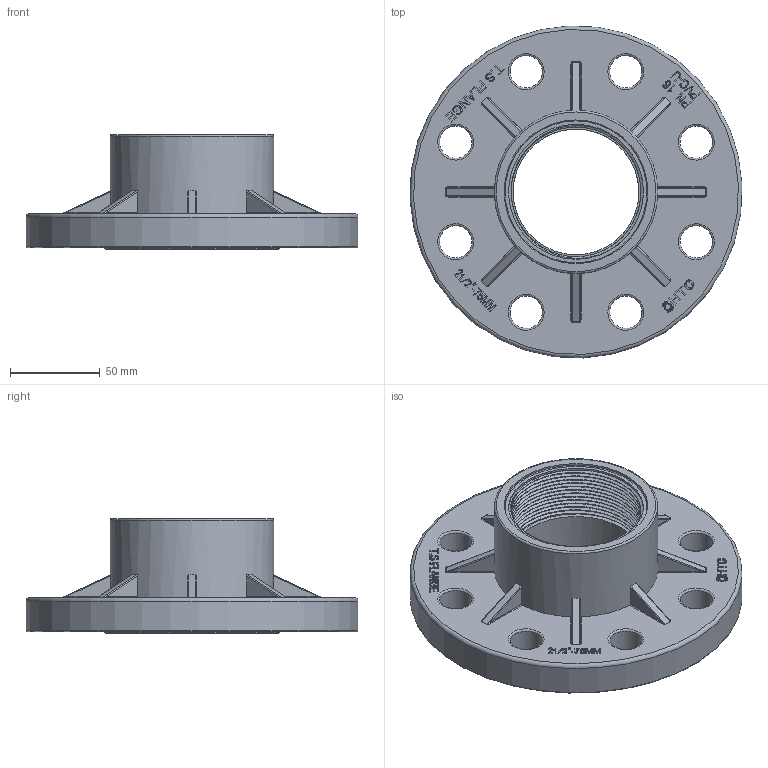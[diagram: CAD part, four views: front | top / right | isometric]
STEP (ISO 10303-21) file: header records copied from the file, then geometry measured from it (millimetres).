
FILE_DESCRIPTION(/* description */ (''),/* implementation_level */ '2;1');
FILE_NAME(/* name */ '75固定法兰新.stp',/* time_stamp */ '2025-03-13T08:16:32+08:00',/* author */ (''),/* organization */ (''),/* preprocessor_version */ 'ST-DEVELOPER v16',/* originating_system */ 'SIEMENS PLM Software NX 10.0',/* authorisation */ '');
FILE_SCHEMA (('AUTOMOTIVE_DESIGN { 1 0 10303 214 3 1 1 1 }'));
Length unit declared in the file: millimetre
Products named in the file (1): gelv1160A6EC1ce5
Bounding box: 184.82 x 184.82 x 64 mm (x, y, z)
Volume: 393687.9 mm3; surface area: 112759.8 mm2
Topology: 1 solids, 1 shells, 1118 faces, 2745 edges, 1645 vertices
Faces by surface type: plane 357, torus 212, cylinder 174, bspline 140, extrusion 119, cone 78, sphere 38
Full cylindrical faces by diameter (mm): 3.108 x1, 4.144 x1, 18 x8, 70 x1, 75.184 x13, 77 x1, 79 x1, 80 x1, 86 x1, 88 x1, 91 x1, 95 x1, 97 x1, 185 x1
Entity records: 39064 total; most frequent: CARTESIAN_POINT 15120, ORIENTED_EDGE 5204, DIRECTION 4502, EDGE_CURVE 2602, AXIS2_PLACEMENT_3D 1735, VERTEX_POINT 1598, EDGE_LOOP 1222, ADVANCED_FACE 1105
